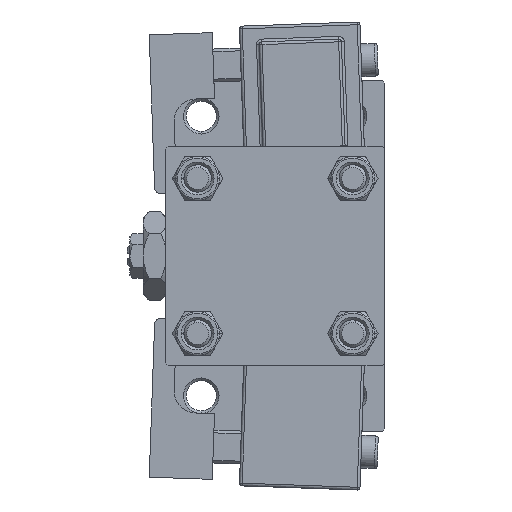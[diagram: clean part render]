
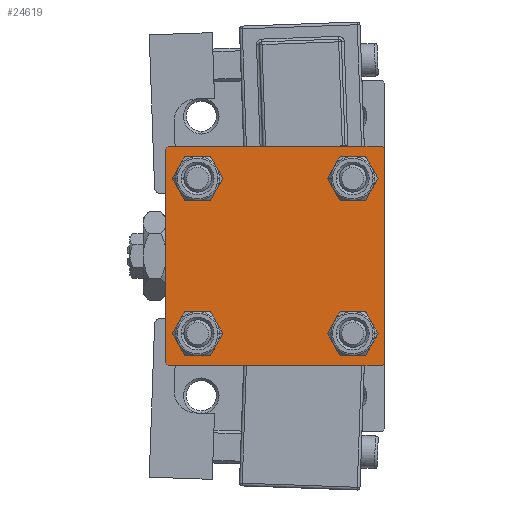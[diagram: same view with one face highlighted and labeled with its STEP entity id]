
A CAD part, left-side view. The second image highlights one B-rep face of the part: STEP entity #24619.
In plain terms, the highlighted planar face has unit normal (-1, 0, 0).
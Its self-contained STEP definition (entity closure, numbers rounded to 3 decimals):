
#227 = VECTOR ( 'NONE', #20074, 1000. ) ;
#460 = CARTESIAN_POINT ( 'NONE',  ( 0., 14.15, -17.15 ) ) ;
#733 = DIRECTION ( 'NONE',  ( 0., 0., 1. ) ) ;
#1714 = ORIENTED_EDGE ( 'NONE', *, *, #36528, .T. ) ;
#2418 = VERTEX_POINT ( 'NONE', #8859 ) ;
#2422 = LINE ( 'NONE', #22459, #12771 ) ;
#2733 = EDGE_CURVE ( 'NONE', #2418, #36843, #9911, .T. ) ;
#3023 = LINE ( 'NONE', #50688, #6054 ) ;
#3152 = EDGE_LOOP ( 'NONE', ( #35192, #41955, #1714, #50978, #8035, #34934, #23924, #35867 ) ) ;
#3562 = DIRECTION ( 'NONE',  ( 1., 0., 0. ) ) ;
#3812 = ORIENTED_EDGE ( 'NONE', *, *, #15253, .T. ) ;
#5389 = DIRECTION ( 'NONE',  ( 0., 0., 1. ) ) ;
#5499 = FACE_OUTER_BOUND ( 'NONE', #3152, .T. ) ;
#5625 = EDGE_CURVE ( 'NONE', #50489, #47878, #16663, .T. ) ;
#6054 = VECTOR ( 'NONE', #30148, 1000. ) ;
#6856 = DIRECTION ( 'NONE',  ( 0., 0., 1. ) ) ;
#6972 = DIRECTION ( 'NONE',  ( 1., 0., 0. ) ) ;
#7142 = ORIENTED_EDGE ( 'NONE', *, *, #47529, .T. ) ;
#7535 = ORIENTED_EDGE ( 'NONE', *, *, #2733, .T. ) ;
#7662 = EDGE_LOOP ( 'NONE', ( #21131, #9068 ) ) ;
#7865 = VERTEX_POINT ( 'NONE', #33212 ) ;
#8035 = ORIENTED_EDGE ( 'NONE', *, *, #21108, .F. ) ;
#8097 = VERTEX_POINT ( 'NONE', #33991 ) ;
#8131 = CARTESIAN_POINT ( 'NONE',  ( 0., -14.15, 14.15 ) ) ;
#8355 = CARTESIAN_POINT ( 'NONE',  ( 0., 20., 20. ) ) ;
#8393 = DIRECTION ( 'NONE',  ( 0., 0., 1. ) ) ;
#8463 = ORIENTED_EDGE ( 'NONE', *, *, #37351, .T. ) ;
#8794 = VERTEX_POINT ( 'NONE', #25404 ) ;
#8795 = DIRECTION ( 'NONE',  ( 1., 0., 0. ) ) ;
#8841 = VECTOR ( 'NONE', #26259, 1000. ) ;
#8859 = CARTESIAN_POINT ( 'NONE',  ( 0., 14.15, -11.15 ) ) ;
#9068 = ORIENTED_EDGE ( 'NONE', *, *, #5625, .T. ) ;
#9408 = FACE_BOUND ( 'NONE', #7662, .T. ) ;
#9911 = CIRCLE ( 'NONE', #33190, 3. ) ;
#9974 = AXIS2_PLACEMENT_3D ( 'NONE', #26643, #30071, #6856 ) ;
#10379 = CARTESIAN_POINT ( 'NONE',  ( 0., -19.75, -19.75 ) ) ;
#10646 = EDGE_CURVE ( 'NONE', #30699, #8794, #38840, .T. ) ;
#12438 = CARTESIAN_POINT ( 'NONE',  ( 0., 14.15, -14.15 ) ) ;
#12558 = DIRECTION ( 'NONE',  ( 1., 0., 0. ) ) ;
#12771 = VECTOR ( 'NONE', #34206, 1000. ) ;
#13301 = FACE_BOUND ( 'NONE', #35155, .T. ) ;
#13568 = CARTESIAN_POINT ( 'NONE',  ( 0., 14.15, 14.15 ) ) ;
#14108 = LINE ( 'NONE', #30018, #15193 ) ;
#14552 = VECTOR ( 'NONE', #47663, 1000. ) ;
#15193 = VECTOR ( 'NONE', #41762, 1000. ) ;
#15253 = EDGE_CURVE ( 'NONE', #7865, #18171, #40539, .T. ) ;
#15421 = DIRECTION ( 'NONE',  ( 0., -1., 0. ) ) ;
#15905 = EDGE_CURVE ( 'NONE', #42498, #8097, #46081, .T. ) ;
#16003 = CARTESIAN_POINT ( 'NONE',  ( 0., 19.5, 20. ) ) ;
#16303 = LINE ( 'NONE', #24641, #35001 ) ;
#16663 = CIRCLE ( 'NONE', #43267, 3. ) ;
#17454 = CARTESIAN_POINT ( 'NONE',  ( 0., -14.15, -14.15 ) ) ;
#18171 = VERTEX_POINT ( 'NONE', #18345 ) ;
#18345 = CARTESIAN_POINT ( 'NONE',  ( 0., -14.15, 11.15 ) ) ;
#19171 = AXIS2_PLACEMENT_3D ( 'NONE', #35357, #3562, #30922 ) ;
#19337 = LINE ( 'NONE', #23759, #26535 ) ;
#20074 = DIRECTION ( 'NONE',  ( 0., 0., -1. ) ) ;
#20333 = LINE ( 'NONE', #8355, #227 ) ;
#21058 = CIRCLE ( 'NONE', #40210, 3. ) ;
#21108 = EDGE_CURVE ( 'NONE', #40767, #8097, #3023, .T. ) ;
#21131 = ORIENTED_EDGE ( 'NONE', *, *, #38764, .T. ) ;
#21148 = DIRECTION ( 'NONE',  ( 0., 0., 1. ) ) ;
#22374 = DIRECTION ( 'NONE',  ( 1., 0., 0. ) ) ;
#22459 = CARTESIAN_POINT ( 'NONE',  ( 0., 20., 20. ) ) ;
#23065 = AXIS2_PLACEMENT_3D ( 'NONE', #8131, #12558, #8393 ) ;
#23413 = EDGE_CURVE ( 'NONE', #30699, #24369, #2422, .T. ) ;
#23527 = AXIS2_PLACEMENT_3D ( 'NONE', #17454, #22374, #41950 ) ;
#23759 = CARTESIAN_POINT ( 'NONE',  ( 0., 20., -20. ) ) ;
#23924 = ORIENTED_EDGE ( 'NONE', *, *, #23413, .F. ) ;
#24369 = VERTEX_POINT ( 'NONE', #48483 ) ;
#24619 = ADVANCED_FACE ( 'NONE', ( #49004, #13301, #29723, #9408, #5499 ), #49266, .T. ) ;
#24641 = CARTESIAN_POINT ( 'NONE',  ( 0., -19.75, 19.75 ) ) ;
#25404 = CARTESIAN_POINT ( 'NONE',  ( 0., 20., 19.5 ) ) ;
#25439 = CARTESIAN_POINT ( 'NONE',  ( 0., 14.15, -14.15 ) ) ;
#25589 = CARTESIAN_POINT ( 'NONE',  ( 0., 14.15, 17.15 ) ) ;
#26259 = DIRECTION ( 'NONE',  ( 0., -0.707, 0.707 ) ) ;
#26535 = VECTOR ( 'NONE', #15421, 1000. ) ;
#26643 = CARTESIAN_POINT ( 'NONE',  ( 0., -14.15, 14.15 ) ) ;
#26989 = CARTESIAN_POINT ( 'NONE',  ( 0., -14.15, -17.15 ) ) ;
#27373 = CARTESIAN_POINT ( 'NONE',  ( 0., -14.15, -11.15 ) ) ;
#27422 = EDGE_LOOP ( 'NONE', ( #3812, #8463 ) ) ;
#28423 = AXIS2_PLACEMENT_3D ( 'NONE', #25439, #48890, #5389 ) ;
#29342 = CIRCLE ( 'NONE', #23527, 3. ) ;
#29723 = FACE_BOUND ( 'NONE', #33144, .T. ) ;
#30018 = CARTESIAN_POINT ( 'NONE',  ( 0., 19.75, -19.75 ) ) ;
#30071 = DIRECTION ( 'NONE',  ( 1., 0., 0. ) ) ;
#30148 = DIRECTION ( 'NONE',  ( 0., 0., -1. ) ) ;
#30451 = EDGE_CURVE ( 'NONE', #36843, #2418, #37604, .T. ) ;
#30699 = VERTEX_POINT ( 'NONE', #16003 ) ;
#30751 = CARTESIAN_POINT ( 'NONE',  ( 0., 19.5, -20. ) ) ;
#30922 = DIRECTION ( 'NONE',  ( 0., 0., 1. ) ) ;
#31966 = CARTESIAN_POINT ( 'NONE',  ( 0., -20., 19.5 ) ) ;
#32195 = CARTESIAN_POINT ( 'NONE',  ( 0., 20., -19.5 ) ) ;
#33144 = EDGE_LOOP ( 'NONE', ( #7535, #37398 ) ) ;
#33190 = AXIS2_PLACEMENT_3D ( 'NONE', #12438, #8795, #40854 ) ;
#33212 = CARTESIAN_POINT ( 'NONE',  ( 0., -14.15, 17.15 ) ) ;
#33357 = VERTEX_POINT ( 'NONE', #27373 ) ;
#33991 = CARTESIAN_POINT ( 'NONE',  ( 0., -20., -19.5 ) ) ;
#34206 = DIRECTION ( 'NONE',  ( 0., -1., 0. ) ) ;
#34934 = ORIENTED_EDGE ( 'NONE', *, *, #38924, .T. ) ;
#35001 = VECTOR ( 'NONE', #40556, 1000. ) ;
#35155 = EDGE_LOOP ( 'NONE', ( #42502, #7142 ) ) ;
#35192 = ORIENTED_EDGE ( 'NONE', *, *, #47241, .T. ) ;
#35357 = CARTESIAN_POINT ( 'NONE',  ( 0., 14.15, 14.15 ) ) ;
#35442 = CARTESIAN_POINT ( 'NONE',  ( 0., 19.75, 19.75 ) ) ;
#35867 = ORIENTED_EDGE ( 'NONE', *, *, #10646, .T. ) ;
#36528 = EDGE_CURVE ( 'NONE', #45329, #42498, #19337, .T. ) ;
#36843 = VERTEX_POINT ( 'NONE', #460 ) ;
#37351 = EDGE_CURVE ( 'NONE', #18171, #7865, #51524, .T. ) ;
#37398 = ORIENTED_EDGE ( 'NONE', *, *, #30451, .T. ) ;
#37557 = DIRECTION ( 'NONE',  ( 0., 0., 1. ) ) ;
#37604 = CIRCLE ( 'NONE', #28423, 3. ) ;
#38764 = EDGE_CURVE ( 'NONE', #47878, #50489, #49128, .T. ) ;
#38840 = LINE ( 'NONE', #35442, #14552 ) ;
#38924 = EDGE_CURVE ( 'NONE', #40767, #24369, #16303, .T. ) ;
#40210 = AXIS2_PLACEMENT_3D ( 'NONE', #49110, #41566, #733 ) ;
#40539 = CIRCLE ( 'NONE', #23065, 3. ) ;
#40556 = DIRECTION ( 'NONE',  ( 0., 0.707, 0.707 ) ) ;
#40767 = VERTEX_POINT ( 'NONE', #31966 ) ;
#40854 = DIRECTION ( 'NONE',  ( 0., 0., 1. ) ) ;
#41113 = VERTEX_POINT ( 'NONE', #26989 ) ;
#41463 = CARTESIAN_POINT ( 'NONE',  ( 0., 0., 0. ) ) ;
#41566 = DIRECTION ( 'NONE',  ( 1., 0., 0. ) ) ;
#41762 = DIRECTION ( 'NONE',  ( 0., -0.707, -0.707 ) ) ;
#41950 = DIRECTION ( 'NONE',  ( 0., 0., 1. ) ) ;
#41955 = ORIENTED_EDGE ( 'NONE', *, *, #47011, .T. ) ;
#42361 = CARTESIAN_POINT ( 'NONE',  ( 0., 14.15, 11.15 ) ) ;
#42498 = VERTEX_POINT ( 'NONE', #43551 ) ;
#42502 = ORIENTED_EDGE ( 'NONE', *, *, #47263, .T. ) ;
#43267 = AXIS2_PLACEMENT_3D ( 'NONE', #13568, #6972, #21148 ) ;
#43551 = CARTESIAN_POINT ( 'NONE',  ( 0., -19.5, -20. ) ) ;
#45329 = VERTEX_POINT ( 'NONE', #30751 ) ;
#45364 = DIRECTION ( 'NONE',  ( -1., 0., 0. ) ) ;
#46081 = LINE ( 'NONE', #10379, #8841 ) ;
#47011 = EDGE_CURVE ( 'NONE', #48567, #45329, #14108, .T. ) ;
#47241 = EDGE_CURVE ( 'NONE', #8794, #48567, #20333, .T. ) ;
#47263 = EDGE_CURVE ( 'NONE', #33357, #41113, #29342, .T. ) ;
#47529 = EDGE_CURVE ( 'NONE', #41113, #33357, #21058, .T. ) ;
#47663 = DIRECTION ( 'NONE',  ( 0., 0.707, -0.707 ) ) ;
#47878 = VERTEX_POINT ( 'NONE', #25589 ) ;
#48483 = CARTESIAN_POINT ( 'NONE',  ( 0., -19.5, 20. ) ) ;
#48567 = VERTEX_POINT ( 'NONE', #32195 ) ;
#48890 = DIRECTION ( 'NONE',  ( 1., 0., 0. ) ) ;
#49004 = FACE_BOUND ( 'NONE', #27422, .T. ) ;
#49110 = CARTESIAN_POINT ( 'NONE',  ( 0., -14.15, -14.15 ) ) ;
#49128 = CIRCLE ( 'NONE', #19171, 3. ) ;
#49266 = PLANE ( 'NONE',  #49814 ) ;
#49814 = AXIS2_PLACEMENT_3D ( 'NONE', #41463, #45364, #37557 ) ;
#50489 = VERTEX_POINT ( 'NONE', #42361 ) ;
#50688 = CARTESIAN_POINT ( 'NONE',  ( 0., -20., 20. ) ) ;
#50978 = ORIENTED_EDGE ( 'NONE', *, *, #15905, .T. ) ;
#51524 = CIRCLE ( 'NONE', #9974, 3. ) ;
